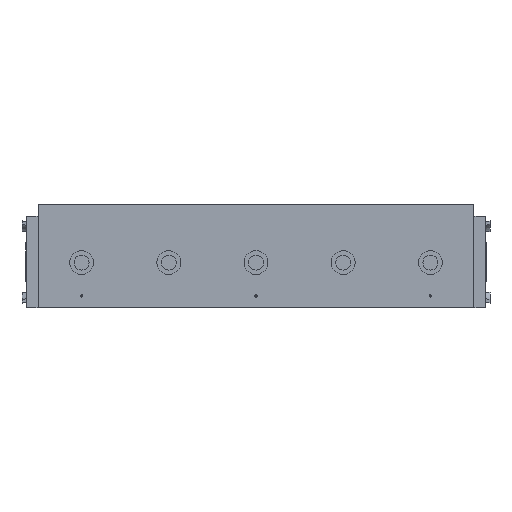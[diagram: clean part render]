
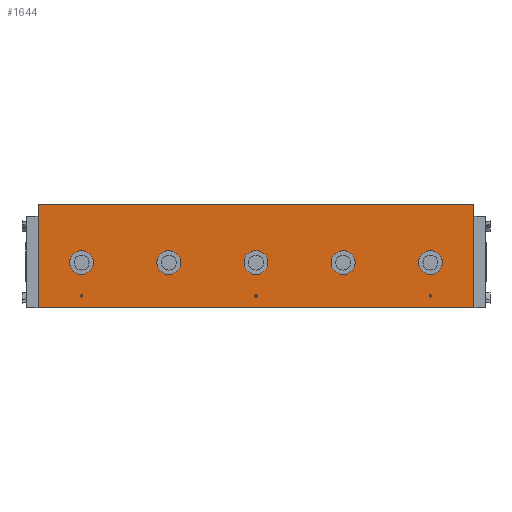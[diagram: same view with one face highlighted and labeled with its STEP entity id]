
A CAD part, top view. The second image highlights one B-rep face of the part: STEP entity #1644.
In plain terms, the highlighted planar face has unit normal (0, 0, 1).
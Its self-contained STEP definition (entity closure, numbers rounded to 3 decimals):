
#388=CARTESIAN_POINT('',(171.5,-17.5,7.5));
#389=VERTEX_POINT('',#388);
#390=CARTESIAN_POINT('',(171.0,-17.5,7.5));
#391=DIRECTION('',(0.0,0.0,-1.0));
#392=DIRECTION('',(1.0,0.0,0.0));
#393=AXIS2_PLACEMENT_3D('',#390,#391,#392);
#394=CIRCLE('',#393,0.5);
#395=EDGE_CURVE('',#389,#389,#394,.T.);
#425=CARTESIAN_POINT('',(95.5,-17.5,7.5));
#426=VERTEX_POINT('',#425);
#427=CARTESIAN_POINT('',(95.0,-17.5,7.5));
#428=DIRECTION('',(0.0,0.0,-1.0));
#429=DIRECTION('',(1.0,0.0,0.0));
#430=AXIS2_PLACEMENT_3D('',#427,#428,#429);
#431=CIRCLE('',#430,0.5);
#432=EDGE_CURVE('',#426,#426,#431,.T.);
#462=CARTESIAN_POINT('',(19.5,-17.5,7.5));
#463=VERTEX_POINT('',#462);
#464=CARTESIAN_POINT('',(19.,-17.5,7.5));
#465=DIRECTION('',(0.0,0.0,-1.0));
#466=DIRECTION('',(1.0,0.0,0.0));
#467=AXIS2_PLACEMENT_3D('',#464,#465,#466);
#468=CIRCLE('',#467,0.5);
#469=EDGE_CURVE('',#463,#463,#468,.T.);
#570=CARTESIAN_POINT('',(138.2,-3.,7.5));
#571=VERTEX_POINT('',#570);
#572=CARTESIAN_POINT('',(133.0,-3.,7.5));
#573=DIRECTION('',(0.0,0.0,-1.0));
#574=DIRECTION('',(1.0,0.0,0.0));
#575=AXIS2_PLACEMENT_3D('',#572,#573,#574);
#576=CIRCLE('',#575,5.2);
#577=EDGE_CURVE('',#571,#571,#576,.T.);
#666=CARTESIAN_POINT('',(62.2,-3.,7.5));
#667=VERTEX_POINT('',#666);
#668=CARTESIAN_POINT('',(57.0,-3.,7.5));
#669=DIRECTION('',(0.0,0.0,-1.0));
#670=DIRECTION('',(1.0,0.0,0.0));
#671=AXIS2_PLACEMENT_3D('',#668,#669,#670);
#672=CIRCLE('',#671,5.2);
#673=EDGE_CURVE('',#667,#667,#672,.T.);
#774=CARTESIAN_POINT('',(176.2,-3.,7.5));
#775=VERTEX_POINT('',#774);
#776=CARTESIAN_POINT('',(171.0,-3.,7.5));
#777=DIRECTION('',(0.0,0.0,-1.0));
#778=DIRECTION('',(1.0,0.0,0.0));
#779=AXIS2_PLACEMENT_3D('',#776,#777,#778);
#780=CIRCLE('',#779,5.2);
#781=EDGE_CURVE('',#775,#775,#780,.T.);
#882=CARTESIAN_POINT('',(100.2,-3.,7.5));
#883=VERTEX_POINT('',#882);
#884=CARTESIAN_POINT('',(95.0,-3.,7.5));
#885=DIRECTION('',(0.0,0.0,-1.0));
#886=DIRECTION('',(1.0,0.0,0.0));
#887=AXIS2_PLACEMENT_3D('',#884,#885,#886);
#888=CIRCLE('',#887,5.2);
#889=EDGE_CURVE('',#883,#883,#888,.T.);
#990=CARTESIAN_POINT('',(24.2,-3.,7.5));
#991=VERTEX_POINT('',#990);
#992=CARTESIAN_POINT('',(19.0,-3.,7.5));
#993=DIRECTION('',(0.0,0.0,-1.0));
#994=DIRECTION('',(1.0,0.0,0.0));
#995=AXIS2_PLACEMENT_3D('',#992,#993,#994);
#996=CIRCLE('',#995,5.2);
#997=EDGE_CURVE('',#991,#991,#996,.T.);
#1454=CARTESIAN_POINT('',(190.0,22.5,7.5));
#1455=VERTEX_POINT('',#1454);
#1472=CARTESIAN_POINT('',(0.0,22.5,7.5));
#1473=VERTEX_POINT('',#1472);
#1480=CARTESIAN_POINT('',(0.0,22.5,7.5));
#1481=DIRECTION('',(1.0,0.0,0.0));
#1482=VECTOR('',#1481,190.0);
#1483=LINE('',#1480,#1482);
#1484=EDGE_CURVE('',#1473,#1455,#1483,.T.);
#1561=CARTESIAN_POINT('',(190.0,-22.5,7.5));
#1562=VERTEX_POINT('',#1561);
#1569=CARTESIAN_POINT('',(0.0,-22.5,7.5));
#1570=VERTEX_POINT('',#1569);
#1571=CARTESIAN_POINT('',(0.0,-22.5,7.5));
#1572=DIRECTION('',(1.0,0.0,0.0));
#1573=VECTOR('',#1572,190.0);
#1574=LINE('',#1571,#1573);
#1575=EDGE_CURVE('',#1570,#1562,#1574,.T.);
#1599=CARTESIAN_POINT('',(0.0,-22.5,7.5));
#1600=DIRECTION('',(0.0,0.0,1.0));
#1601=DIRECTION('',(1.0,0.0,0.0));
#1602=AXIS2_PLACEMENT_3D('',#1599,#1600,#1601);
#1603=PLANE('',#1602);
#1604=CARTESIAN_POINT('',(190.0,-22.5,7.5));
#1605=DIRECTION('',(0.0,1.0,0.0));
#1606=VECTOR('',#1605,45.0);
#1607=LINE('',#1604,#1606);
#1608=EDGE_CURVE('',#1562,#1455,#1607,.T.);
#1609=ORIENTED_EDGE('',*,*,#1608,.T.);
#1610=ORIENTED_EDGE('',*,*,#1484,.F.);
#1611=CARTESIAN_POINT('',(0.0,-22.5,7.5));
#1612=DIRECTION('',(0.0,1.0,0.0));
#1613=VECTOR('',#1612,45.0);
#1614=LINE('',#1611,#1613);
#1615=EDGE_CURVE('',#1570,#1473,#1614,.T.);
#1616=ORIENTED_EDGE('',*,*,#1615,.F.);
#1617=ORIENTED_EDGE('',*,*,#1575,.T.);
#1618=EDGE_LOOP('',(#1609,#1610,#1616,#1617));
#1619=FACE_OUTER_BOUND('',#1618,.T.);
#1620=ORIENTED_EDGE('',*,*,#395,.T.);
#1621=EDGE_LOOP('',(#1620));
#1622=FACE_BOUND('',#1621,.T.);
#1623=ORIENTED_EDGE('',*,*,#432,.T.);
#1624=EDGE_LOOP('',(#1623));
#1625=FACE_BOUND('',#1624,.T.);
#1626=ORIENTED_EDGE('',*,*,#469,.T.);
#1627=EDGE_LOOP('',(#1626));
#1628=FACE_BOUND('',#1627,.T.);
#1629=ORIENTED_EDGE('',*,*,#577,.T.);
#1630=EDGE_LOOP('',(#1629));
#1631=FACE_BOUND('',#1630,.T.);
#1632=ORIENTED_EDGE('',*,*,#673,.T.);
#1633=EDGE_LOOP('',(#1632));
#1634=FACE_BOUND('',#1633,.T.);
#1635=ORIENTED_EDGE('',*,*,#781,.T.);
#1636=EDGE_LOOP('',(#1635));
#1637=FACE_BOUND('',#1636,.T.);
#1638=ORIENTED_EDGE('',*,*,#889,.T.);
#1639=EDGE_LOOP('',(#1638));
#1640=FACE_BOUND('',#1639,.T.);
#1641=ORIENTED_EDGE('',*,*,#997,.T.);
#1642=EDGE_LOOP('',(#1641));
#1643=FACE_BOUND('',#1642,.T.);
#1644=ADVANCED_FACE('',(#1619,#1622,#1625,#1628,#1631,#1634,#1637,#1640,#1643),#1603,.T.);
